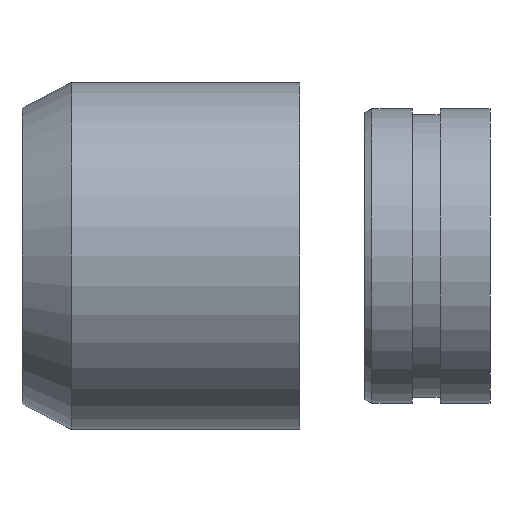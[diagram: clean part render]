
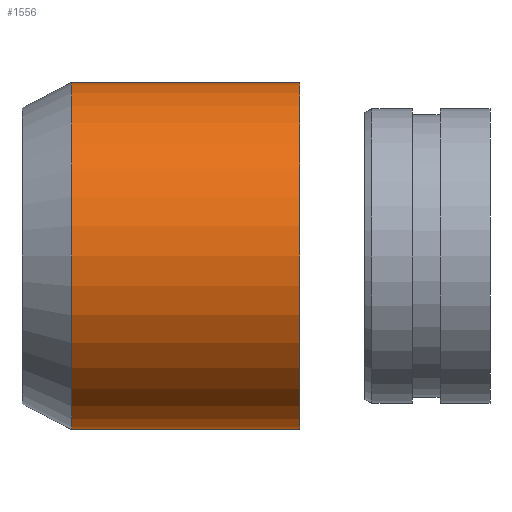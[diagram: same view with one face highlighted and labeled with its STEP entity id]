
A CAD part, front view. The second image highlights one B-rep face of the part: STEP entity #1556.
In plain terms, the highlighted cylindrical face has radius 25 mm (diameter 50 mm), a partial arc.
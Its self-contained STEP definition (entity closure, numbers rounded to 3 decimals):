
#54 = DIRECTION ( 'NONE',  ( -1., 0., 0. ) ) ;
#69 = ORIENTED_EDGE ( 'NONE', *, *, #209, .F. ) ;
#178 = VECTOR ( 'NONE', #1100, 1000. ) ;
#201 = CYLINDRICAL_SURFACE ( 'NONE', #1420, 25. ) ;
#209 = EDGE_CURVE ( 'NONE', #1408, #1725, #1144, .T. ) ;
#242 = DIRECTION ( 'NONE',  ( 0., 0., 1. ) ) ;
#359 = LINE ( 'NONE', #833, #178 ) ;
#503 = CARTESIAN_POINT ( 'NONE',  ( -139.753, 0., 0. ) ) ;
#546 = CARTESIAN_POINT ( 'NONE',  ( -139.753, 0., -25. ) ) ;
#626 = EDGE_CURVE ( 'NONE', #1408, #1762, #882, .T. ) ;
#660 = CIRCLE ( 'NONE', #1773, 25. ) ;
#737 = CARTESIAN_POINT ( 'NONE',  ( -73.575, 0., 25. ) ) ;
#770 = VECTOR ( 'NONE', #54, 1000. ) ;
#783 = CARTESIAN_POINT ( 'NONE',  ( -40.72, 0., 25. ) ) ;
#787 = ORIENTED_EDGE ( 'NONE', *, *, #1011, .T. ) ;
#825 = CARTESIAN_POINT ( 'NONE',  ( -40.72, 0., 0. ) ) ;
#833 = CARTESIAN_POINT ( 'NONE',  ( -139.753, 0., 25. ) ) ;
#854 = CARTESIAN_POINT ( 'NONE',  ( -73.575, 0., 0. ) ) ;
#862 = EDGE_LOOP ( 'NONE', ( #69, #1311, #787, #913 ) ) ;
#882 = CIRCLE ( 'NONE', #1129, 25. ) ;
#913 = ORIENTED_EDGE ( 'NONE', *, *, #1715, .F. ) ;
#965 = DIRECTION ( 'NONE',  ( -1., 0., 0. ) ) ;
#1008 = DIRECTION ( 'NONE',  ( -1., 0., 0. ) ) ;
#1011 = EDGE_CURVE ( 'NONE', #1762, #1157, #359, .T. ) ;
#1100 = DIRECTION ( 'NONE',  ( -1., 0., 0. ) ) ;
#1129 = AXIS2_PLACEMENT_3D ( 'NONE', #825, #1268, #1572 ) ;
#1144 = LINE ( 'NONE', #546, #770 ) ;
#1157 = VERTEX_POINT ( 'NONE', #737 ) ;
#1268 = DIRECTION ( 'NONE',  ( -1., 0., 0. ) ) ;
#1311 = ORIENTED_EDGE ( 'NONE', *, *, #626, .T. ) ;
#1408 = VERTEX_POINT ( 'NONE', #1761 ) ;
#1420 = AXIS2_PLACEMENT_3D ( 'NONE', #503, #965, #1863 ) ;
#1434 = FACE_OUTER_BOUND ( 'NONE', #862, .T. ) ;
#1556 = ADVANCED_FACE ( 'NONE', ( #1434 ), #201, .T. ) ;
#1572 = DIRECTION ( 'NONE',  ( 0., 0., 1. ) ) ;
#1704 = CARTESIAN_POINT ( 'NONE',  ( -73.575, 0., -25. ) ) ;
#1715 = EDGE_CURVE ( 'NONE', #1725, #1157, #660, .T. ) ;
#1725 = VERTEX_POINT ( 'NONE', #1704 ) ;
#1761 = CARTESIAN_POINT ( 'NONE',  ( -40.72, 0., -25. ) ) ;
#1762 = VERTEX_POINT ( 'NONE', #783 ) ;
#1773 = AXIS2_PLACEMENT_3D ( 'NONE', #854, #1008, #242 ) ;
#1863 = DIRECTION ( 'NONE',  ( 0., 0., 1. ) ) ;
